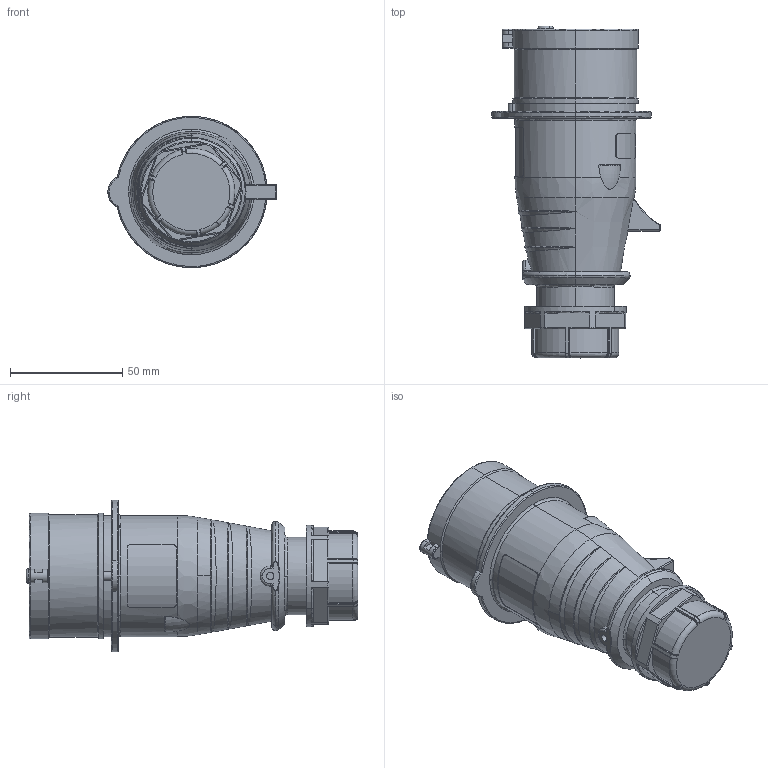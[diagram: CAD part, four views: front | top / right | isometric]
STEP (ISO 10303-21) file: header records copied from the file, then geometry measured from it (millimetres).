
FILE_DESCRIPTION (( 'STEP AP203' ), '1' );
FILE_NAME ('DIS2131637 (CP 5p 16ﾀ 400ﾂ IP44).STEP', '2024-08-06T12:54:23', ( '' ), ( '' ), 'SwSTEP 2.0', 'SolidWorks 2022', '' );
FILE_SCHEMA (( 'CONFIG_CONTROL_DESIGN' ));
Length unit declared in the file: millimetre
Products named in the file (1): DIS2131637 (CP 5p 16А 400В IP44)
Bounding box: 75 x 148 x 67.5 mm (x, y, z)
Surface area: 43257.6 mm2 (no closed solid volume)
Topology: 0 solids, 18 shells, 526 faces, 1265 edges, 812 vertices
Faces by surface type: cylinder 172, plane 155, torus 105, cone 57, bspline 35, sphere 2
Entity records: 22107 total; most frequent: CARTESIAN_POINT 10896, ORIENTED_EDGE 2514, DIRECTION 1984, EDGE_CURVE 1265, AXIS2_PLACEMENT_3D 836, VERTEX_POINT 812, EDGE_LOOP 568, B_SPLINE_CURVE_WITH_KNOTS 568
